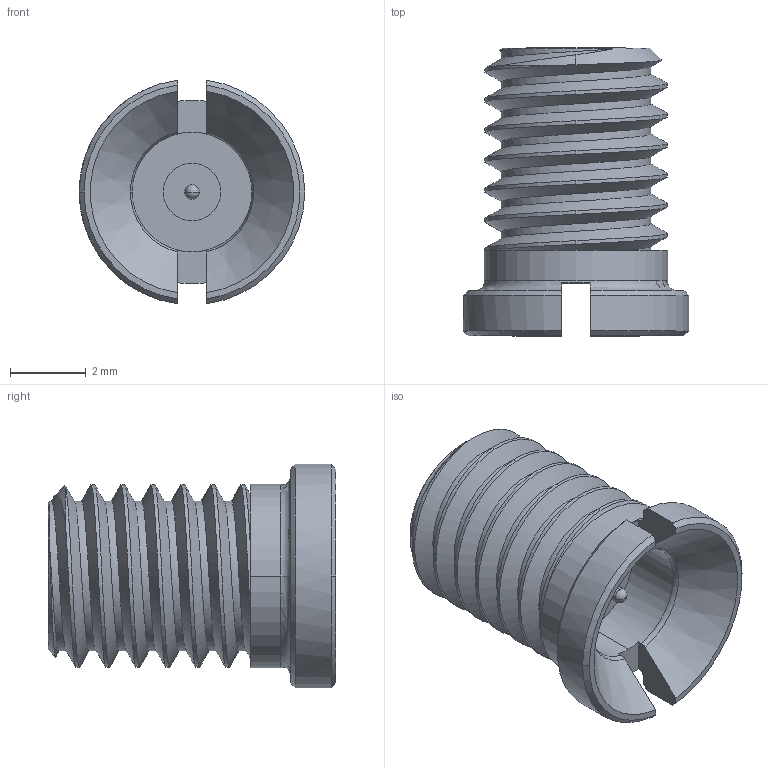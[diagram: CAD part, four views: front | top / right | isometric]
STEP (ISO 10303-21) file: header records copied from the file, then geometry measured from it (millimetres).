
FILE_DESCRIPTION (( 'STEP AP203' ), '1' );
FILE_NAME ('SM8796.step', '2018-10-01T16:08:16', ( '' ), ( '' ), 'SwSTEP 2.0', 'SolidWorks 2017', '' );
FILE_SCHEMA (( 'CONFIG_CONTROL_DESIGN' ));
Length unit declared in the file: inch
Products named in the file (1): SM8796
Bounding box: 5.97 x 7.62 x 5.92 mm (x, y, z)
Volume: 75.6 mm3; surface area: 259.7 mm2
Topology: 1 solids, 1 shells, 73 faces, 194 edges, 125 vertices
Faces by surface type: cylinder 32, plane 16, cone 13, torus 5, sphere 4, bspline 3
Entity records: 3768 total; most frequent: CARTESIAN_POINT 1974, ORIENTED_EDGE 380, DIRECTION 350, EDGE_CURVE 190, AXIS2_PLACEMENT_3D 147, VERTEX_POINT 125, EDGE_LOOP 79, CIRCLE 76
